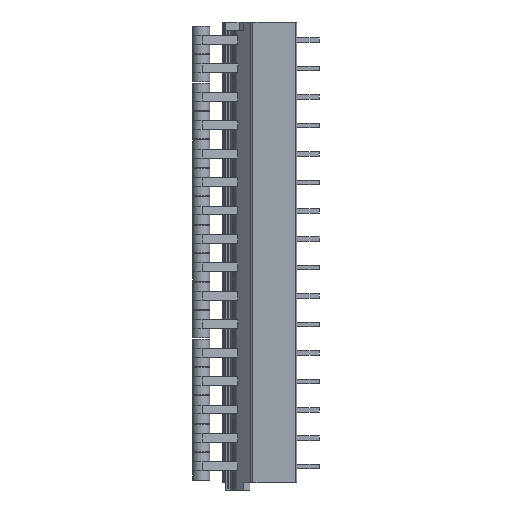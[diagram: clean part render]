
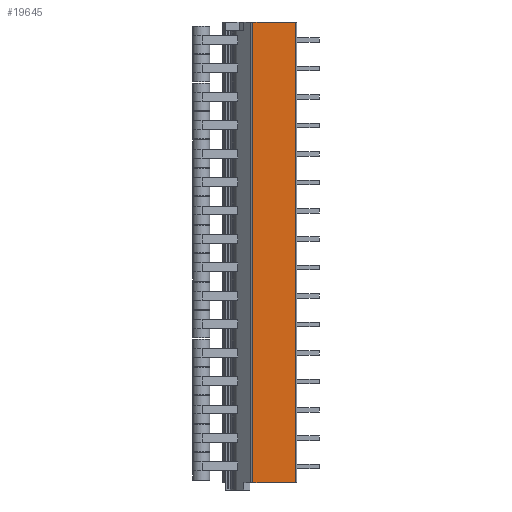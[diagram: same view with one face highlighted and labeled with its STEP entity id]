
A CAD part, left-side view. The second image highlights one B-rep face of the part: STEP entity #19645.
In plain terms, the highlighted planar face has unit normal (-1, 0, 0).
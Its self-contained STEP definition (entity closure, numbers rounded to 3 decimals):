
#30=DIRECTION('',(0.,-1.,0.));
#31=VECTOR('',#30,7.471);
#32=CARTESIAN_POINT('',(0.,7.671,-77.8));
#33=LINE('',#32,#31);
#310=DIRECTION('',(0.,-1.,0.));
#311=VECTOR('',#310,7.471);
#312=CARTESIAN_POINT('',(0.,7.671,3.2));
#313=LINE('',#312,#311);
#595=DIRECTION('',(0.,0.,1.));
#596=VECTOR('',#595,81.);
#597=CARTESIAN_POINT('',(0.,7.671,-77.8));
#598=LINE('',#597,#596);
#599=DIRECTION('',(0.,0.,1.));
#600=VECTOR('',#599,81.);
#601=CARTESIAN_POINT('',(0.,0.2,-77.8));
#602=LINE('',#601,#600);
#15571=CARTESIAN_POINT('',(0.,7.671,-77.8));
#15573=VERTEX_POINT('',#15571);
#15574=CARTESIAN_POINT('',(0.,0.2,-77.8));
#15575=VERTEX_POINT('',#15574);
#15691=CARTESIAN_POINT('',(0.,7.671,3.2));
#15693=VERTEX_POINT('',#15691);
#15694=CARTESIAN_POINT('',(0.,0.2,3.2));
#15695=VERTEX_POINT('',#15694);
#19633=CARTESIAN_POINT('',(0.,7.671,-77.8));
#19634=DIRECTION('',(-1.,0.,0.));
#19635=DIRECTION('',(0.,-1.,0.));
#19636=AXIS2_PLACEMENT_3D('',#19633,#19634,#19635);
#19637=PLANE('',#19636);
#19638=ORIENTED_EDGE('',*,*,#19627,.T.);
#19639=ORIENTED_EDGE('',*,*,#19449,.T.);
#19641=ORIENTED_EDGE('',*,*,#19640,.F.);
#19642=ORIENTED_EDGE('',*,*,#19249,.F.);
#19643=EDGE_LOOP('',(#19638,#19639,#19641,#19642));
#19644=FACE_OUTER_BOUND('',#19643,.F.);
#19645=ADVANCED_FACE('',(#19644),#19637,.T.);
#19249=EDGE_CURVE('',#15573,#15575,#33,.T.);
#19449=EDGE_CURVE('',#15693,#15695,#313,.T.);
#19627=EDGE_CURVE('',#15573,#15693,#598,.T.);
#19640=EDGE_CURVE('',#15575,#15695,#602,.T.);
